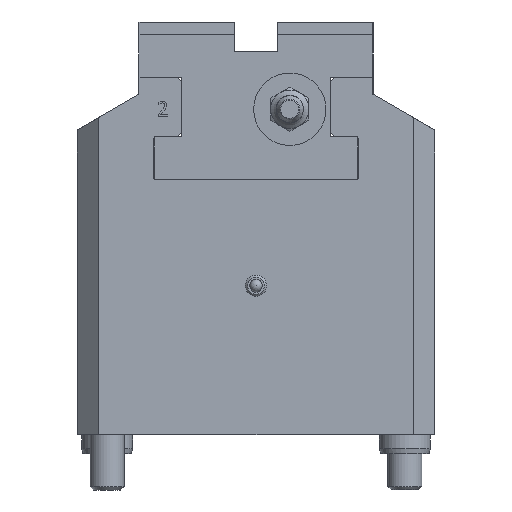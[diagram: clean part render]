
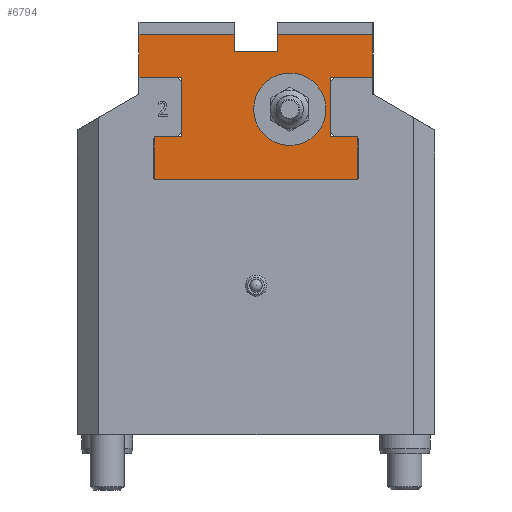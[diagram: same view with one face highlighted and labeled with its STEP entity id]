
A CAD part, front view. The second image highlights one B-rep face of the part: STEP entity #6794.
In plain terms, the highlighted planar face has unit normal (0, -1, 0).
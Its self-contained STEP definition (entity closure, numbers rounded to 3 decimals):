
#4661=CARTESIAN_POINT('',(-338.877,-7.149,84.));
#4662=VERTEX_POINT('',#4661);
#4669=CARTESIAN_POINT('',(-338.877,-7.149,94.));
#4670=VERTEX_POINT('',#4669);
#4671=CARTESIAN_POINT('',(-338.877,-7.149,84.));
#4672=DIRECTION('',(0.0,0.0,1.0));
#4673=VECTOR('',#4672,10.0);
#4674=LINE('',#4671,#4673);
#4675=EDGE_CURVE('',#4662,#4670,#4674,.T.);
#5980=CARTESIAN_POINT('',(-283.877,-7.149,84.));
#5981=VERTEX_POINT('',#5980);
#5988=CARTESIAN_POINT('',(-293.877,-7.149,84.));
#5989=VERTEX_POINT('',#5988);
#5990=CARTESIAN_POINT('',(-283.877,-7.149,84.));
#5991=DIRECTION('',(-1.0,0.,0.));
#5992=VECTOR('',#5991,10.0);
#5993=LINE('',#5990,#5992);
#5994=EDGE_CURVE('',#5981,#5989,#5993,.T.);
#6057=CARTESIAN_POINT('',(-293.877,-7.149,70.));
#6058=VERTEX_POINT('',#6057);
#6059=CARTESIAN_POINT('',(-293.877,-7.149,84.));
#6060=DIRECTION('',(0.0,0.0,-1.0));
#6061=VECTOR('',#6060,14.0);
#6062=LINE('',#6059,#6061);
#6063=EDGE_CURVE('',#5989,#6058,#6062,.T.);
#6307=CARTESIAN_POINT('',(-335.327,-7.149,60.));
#6308=VERTEX_POINT('',#6307);
#6315=CARTESIAN_POINT('',(-335.327,-7.149,70.));
#6316=VERTEX_POINT('',#6315);
#6317=CARTESIAN_POINT('',(-335.327,-7.149,60.));
#6318=DIRECTION('',(0.0,0.0,1.0));
#6319=VECTOR('',#6318,10.);
#6320=LINE('',#6317,#6319);
#6321=EDGE_CURVE('',#6308,#6316,#6320,.T.);
#6362=CARTESIAN_POINT('',(-328.877,-7.149,70.));
#6363=VERTEX_POINT('',#6362);
#6364=CARTESIAN_POINT('',(-335.327,-7.149,70.));
#6365=DIRECTION('',(1.0,0.,0.));
#6366=VECTOR('',#6365,6.45);
#6367=LINE('',#6364,#6366);
#6368=EDGE_CURVE('',#6316,#6363,#6367,.T.);
#6611=CARTESIAN_POINT('',(-306.377,-7.149,94.));
#6612=VERTEX_POINT('',#6611);
#6619=CARTESIAN_POINT('',(-283.877,-7.149,94.));
#6620=VERTEX_POINT('',#6619);
#6621=CARTESIAN_POINT('',(-283.877,-7.149,94.));
#6622=DIRECTION('',(-1.0,0.,0.));
#6623=VECTOR('',#6622,22.5);
#6624=LINE('',#6621,#6623);
#6625=EDGE_CURVE('',#6620,#6612,#6624,.T.);
#6664=CARTESIAN_POINT('',(-316.377,-7.149,94.));
#6665=VERTEX_POINT('',#6664);
#6674=CARTESIAN_POINT('',(-316.377,-7.149,94.));
#6675=DIRECTION('',(-1.0,0.,0.));
#6676=VECTOR('',#6675,22.5);
#6677=LINE('',#6674,#6676);
#6678=EDGE_CURVE('',#6665,#4670,#6677,.T.);
#6705=CARTESIAN_POINT('',(-311.377,-7.149,87.091));
#6706=DIRECTION('',(0.,-1.0,0.));
#6707=DIRECTION('',(1.0,0.,0.));
#6708=AXIS2_PLACEMENT_3D('',#6705,#6706,#6707);
#6709=PLANE('',#6708);
#6710=CARTESIAN_POINT('',(-306.377,-7.149,90.));
#6711=VERTEX_POINT('',#6710);
#6712=CARTESIAN_POINT('',(-306.377,-7.149,94.));
#6713=DIRECTION('',(0.0,0.0,-1.0));
#6714=VECTOR('',#6713,4.0);
#6715=LINE('',#6712,#6714);
#6716=EDGE_CURVE('',#6612,#6711,#6715,.T.);
#6717=ORIENTED_EDGE('',*,*,#6716,.T.);
#6718=CARTESIAN_POINT('',(-316.377,-7.149,90.));
#6719=VERTEX_POINT('',#6718);
#6720=CARTESIAN_POINT('',(-306.377,-7.149,90.));
#6721=DIRECTION('',(-1.0,0.,0.));
#6722=VECTOR('',#6721,10.0);
#6723=LINE('',#6720,#6722);
#6724=EDGE_CURVE('',#6711,#6719,#6723,.T.);
#6725=ORIENTED_EDGE('',*,*,#6724,.T.);
#6726=CARTESIAN_POINT('',(-316.377,-7.149,90.));
#6727=DIRECTION('',(0.0,0.0,1.0));
#6728=VECTOR('',#6727,4.0);
#6729=LINE('',#6726,#6728);
#6730=EDGE_CURVE('',#6719,#6665,#6729,.T.);
#6731=ORIENTED_EDGE('',*,*,#6730,.T.);
#6732=ORIENTED_EDGE('',*,*,#6678,.T.);
#6733=ORIENTED_EDGE('',*,*,#4675,.F.);
#6734=CARTESIAN_POINT('',(-328.877,-7.149,84.));
#6735=VERTEX_POINT('',#6734);
#6736=CARTESIAN_POINT('',(-328.877,-7.149,84.));
#6737=DIRECTION('',(-1.0,0.,0.));
#6738=VECTOR('',#6737,10.0);
#6739=LINE('',#6736,#6738);
#6740=EDGE_CURVE('',#6735,#4662,#6739,.T.);
#6741=ORIENTED_EDGE('',*,*,#6740,.F.);
#6742=CARTESIAN_POINT('',(-328.877,-7.149,70.));
#6743=DIRECTION('',(0.0,0.0,1.0));
#6744=VECTOR('',#6743,14.0);
#6745=LINE('',#6742,#6744);
#6746=EDGE_CURVE('',#6363,#6735,#6745,.T.);
#6747=ORIENTED_EDGE('',*,*,#6746,.F.);
#6748=ORIENTED_EDGE('',*,*,#6368,.F.);
#6749=ORIENTED_EDGE('',*,*,#6321,.F.);
#6750=CARTESIAN_POINT('',(-287.427,-7.149,60.));
#6751=VERTEX_POINT('',#6750);
#6752=CARTESIAN_POINT('',(-287.427,-7.149,60.));
#6753=DIRECTION('',(-1.0,0.,0.));
#6754=VECTOR('',#6753,47.9);
#6755=LINE('',#6752,#6754);
#6756=EDGE_CURVE('',#6751,#6308,#6755,.T.);
#6757=ORIENTED_EDGE('',*,*,#6756,.F.);
#6758=CARTESIAN_POINT('',(-287.427,-7.149,70.));
#6759=VERTEX_POINT('',#6758);
#6760=CARTESIAN_POINT('',(-287.427,-7.149,70.));
#6761=DIRECTION('',(0.0,0.0,-1.0));
#6762=VECTOR('',#6761,10.);
#6763=LINE('',#6760,#6762);
#6764=EDGE_CURVE('',#6759,#6751,#6763,.T.);
#6765=ORIENTED_EDGE('',*,*,#6764,.F.);
#6766=CARTESIAN_POINT('',(-293.877,-7.149,70.));
#6767=DIRECTION('',(1.0,0.,0.));
#6768=VECTOR('',#6767,6.45);
#6769=LINE('',#6766,#6768);
#6770=EDGE_CURVE('',#6058,#6759,#6769,.T.);
#6771=ORIENTED_EDGE('',*,*,#6770,.F.);
#6772=ORIENTED_EDGE('',*,*,#6063,.F.);
#6773=ORIENTED_EDGE('',*,*,#5994,.F.);
#6774=CARTESIAN_POINT('',(-283.877,-7.149,94.));
#6775=DIRECTION('',(0.0,0.0,-1.0));
#6776=VECTOR('',#6775,10.0);
#6777=LINE('',#6774,#6776);
#6778=EDGE_CURVE('',#6620,#5981,#6777,.T.);
#6779=ORIENTED_EDGE('',*,*,#6778,.F.);
#6780=ORIENTED_EDGE('',*,*,#6625,.T.);
#6781=EDGE_LOOP('',(#6717,#6725,#6731,#6732,#6733,#6741,#6747,#6748,#6749,#6757,#6765,#6771,#6772,#6773,#6779,#6780));
#6782=FACE_OUTER_BOUND('',#6781,.T.);
#6783=CARTESIAN_POINT('',(-294.927,-7.149,76.5));
#6784=VERTEX_POINT('',#6783);
#6785=CARTESIAN_POINT('',(-303.427,-7.149,76.5));
#6786=DIRECTION('',(0.,1.0,0.));
#6787=DIRECTION('',(1.0,0.,0.));
#6788=AXIS2_PLACEMENT_3D('',#6785,#6786,#6787);
#6789=CIRCLE('',#6788,8.5);
#6790=EDGE_CURVE('',#6784,#6784,#6789,.T.);
#6791=ORIENTED_EDGE('',*,*,#6790,.T.);
#6792=EDGE_LOOP('',(#6791));
#6793=FACE_BOUND('',#6792,.T.);
#6794=ADVANCED_FACE('',(#6782,#6793),#6709,.T.);
